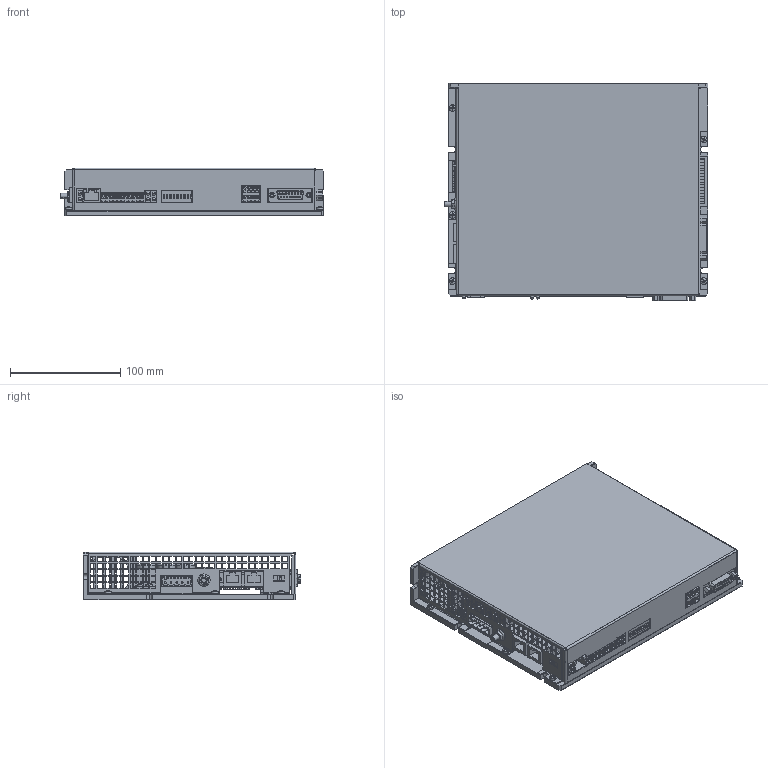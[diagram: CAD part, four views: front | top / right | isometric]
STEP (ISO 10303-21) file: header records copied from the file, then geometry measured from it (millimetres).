
FILE_DESCRIPTION (( 'STEP AP214' ), '1' );
FILE_NAME ('0186-0687_160613_C14x0-XX-VS-1S.STEP', '2016-06-13T11:27:35', ( '' ), ( '' ), 'SwSTEP 2.0', 'SolidWorks 2016', '' );
FILE_SCHEMA (( 'AUTOMOTIVE_DESIGN' ));
Length unit declared in the file: millimetre
Products named in the file (2): 0186-0687_160613_C14x0-XX-VS-1S
Bounding box: 239 x 197.32 x 43.5 mm (x, y, z)
Volume: 599103.1 mm3; surface area: 502746 mm2
Topology: 89 solids, 89 shells, 3950 faces, 9594 edges, 6145 vertices
Faces by surface type: plane 2640, cylinder 1067, cone 155, torus 74, sphere 12, bspline 2
Entity records: 160072 total; most frequent: CARTESIAN_POINT 20738, DIRECTION 19583, ORIENTED_EDGE 19140, EDGE_CURVE 9570, LINE 6963, VECTOR 6963, AXIS2_PLACEMENT_3D 6310, VERTEX_POINT 6133
